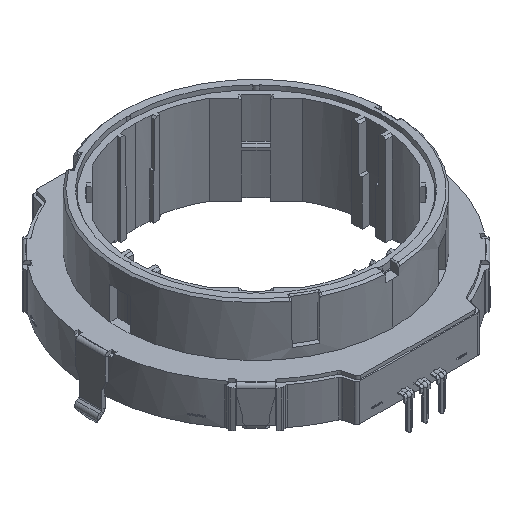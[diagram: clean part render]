
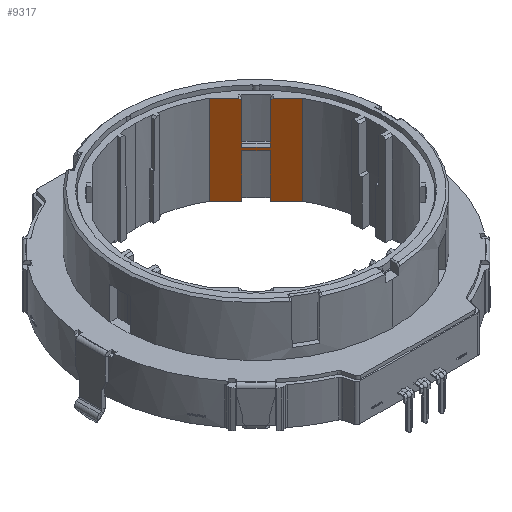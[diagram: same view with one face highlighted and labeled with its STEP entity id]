
A CAD part, isometric view. The second image highlights one B-rep face of the part: STEP entity #9317.
In plain terms, the highlighted planar face has unit normal (-0.707, -0.707, 0).
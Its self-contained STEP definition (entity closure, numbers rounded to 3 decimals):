
#21 = DIRECTION ( 'NONE',  ( 0., 0., 1. ) ) ;
#24 = DIRECTION ( 'NONE',  ( 0., 0., 1. ) ) ;
#25 = CARTESIAN_POINT ( 'NONE',  ( 11.49, 13.683, -3.822 ) ) ;
#26 = CARTESIAN_POINT ( 'NONE',  ( 9.022, 16.151, -3.822 ) ) ;
#38 = CARTESIAN_POINT ( 'NONE',  ( 13.683, 11.49, -3.822 ) ) ;
#45 = DIRECTION ( 'NONE',  ( 0., 0., 1. ) ) ;
#46 = CARTESIAN_POINT ( 'NONE',  ( 11.49, 13.683, 0.3 ) ) ;
#47 = DIRECTION ( 'NONE',  ( 0.707, -0.707, 0. ) ) ;
#48 = CARTESIAN_POINT ( 'NONE',  ( 11.49, 13.683, 0.3 ) ) ;
#49 = DIRECTION ( 'NONE',  ( 0.707, -0.707, 0. ) ) ;
#50 = CARTESIAN_POINT ( 'NONE',  ( 16.151, 9.022, -3.822 ) ) ;
#51 = DIRECTION ( 'NONE',  ( 0., 0., 1. ) ) ;
#52 = CARTESIAN_POINT ( 'NONE',  ( 13.683, 11.49, 14. ) ) ;
#53 = DIRECTION ( 'NONE',  ( 0.707, -0.707, 0. ) ) ;
#54 = CARTESIAN_POINT ( 'NONE',  ( 11.49, 13.683, 14. ) ) ;
#55 = DIRECTION ( 'NONE',  ( 0.707, -0.707, 0. ) ) ;
#885 = LINE ( 'NONE', #26, #893 ) ;
#893 = VECTOR ( 'NONE', #21, 1000. ) ;
#894 = LINE ( 'NONE', #25, #896 ) ;
#896 = VECTOR ( 'NONE', #24, 1000. ) ;
#901 = LINE ( 'NONE', #38, #907 ) ;
#906 = LINE ( 'NONE', #46, #909 ) ;
#907 = VECTOR ( 'NONE', #45, 1000. ) ;
#908 = LINE ( 'NONE', #48, #911 ) ;
#909 = VECTOR ( 'NONE', #47, 1000. ) ;
#910 = LINE ( 'NONE', #50, #913 ) ;
#911 = VECTOR ( 'NONE', #49, 1000. ) ;
#912 = LINE ( 'NONE', #52, #915 ) ;
#913 = VECTOR ( 'NONE', #51, 1000. ) ;
#914 = LINE ( 'NONE', #54, #917 ) ;
#915 = VECTOR ( 'NONE', #53, 1000. ) ;
#917 = VECTOR ( 'NONE', #55, 1000. ) ;
#8200 = CARTESIAN_POINT ( 'NONE',  ( 11.49, 13.683, -3.822 ) ) ;
#8201 = DIRECTION ( 'NONE',  ( 0., 0., 1. ) ) ;
#8206 = CARTESIAN_POINT ( 'NONE',  ( 11.49, 13.683, 7.5 ) ) ;
#8207 = DIRECTION ( 'NONE',  ( -0.707, 0.707, 0. ) ) ;
#8208 = CARTESIAN_POINT ( 'NONE',  ( 13.683, 11.49, -3.822 ) ) ;
#8209 = DIRECTION ( 'NONE',  ( 0., 0., 1. ) ) ;
#8214 = CARTESIAN_POINT ( 'NONE',  ( 11.49, 13.683, 7. ) ) ;
#8216 = DIRECTION ( 'NONE',  ( -0.707, 0.707, 0. ) ) ;
#8593 = LINE ( 'NONE', #8200, #8596 ) ;
#8596 = VECTOR ( 'NONE', #8201, 1000. ) ;
#8599 = LINE ( 'NONE', #8206, #8602 ) ;
#8601 = LINE ( 'NONE', #8208, #8604 ) ;
#8602 = VECTOR ( 'NONE', #8207, 1000. ) ;
#8604 = VECTOR ( 'NONE', #8209, 1000. ) ;
#8607 = LINE ( 'NONE', #8214, #8610 ) ;
#8610 = VECTOR ( 'NONE', #8216, 1000. ) ;
#8739 = CARTESIAN_POINT ( 'NONE',  ( 11.49, 13.683, 0.3 ) ) ;
#8760 = CARTESIAN_POINT ( 'NONE',  ( 13.683, 11.49, 7.5 ) ) ;
#8764 = CARTESIAN_POINT ( 'NONE',  ( 11.49, 13.683, 7.5 ) ) ;
#8770 = CARTESIAN_POINT ( 'NONE',  ( 13.683, 11.49, 7. ) ) ;
#8771 = CARTESIAN_POINT ( 'NONE',  ( 11.49, 13.683, 13.7 ) ) ;
#8774 = CARTESIAN_POINT ( 'NONE',  ( 13.683, 11.49, 13.7 ) ) ;
#8775 = CARTESIAN_POINT ( 'NONE',  ( 11.49, 13.683, 7. ) ) ;
#8799 = CARTESIAN_POINT ( 'NONE',  ( 13.895, 11.278, 14. ) ) ;
#8802 = CARTESIAN_POINT ( 'NONE',  ( 11.278, 13.895, 14. ) ) ;
#8822 = CARTESIAN_POINT ( 'NONE',  ( 16.151, 9.022, 0.3 ) ) ;
#8869 = CARTESIAN_POINT ( 'NONE',  ( 16.151, 9.022, 14. ) ) ;
#8928 = CARTESIAN_POINT ( 'NONE',  ( 9.022, 16.151, 14. ) ) ;
#8929 = CARTESIAN_POINT ( 'NONE',  ( 9.022, 16.151, 0.3 ) ) ;
#8930 = CARTESIAN_POINT ( 'NONE',  ( 13.683, 11.49, 0.3 ) ) ;
#9317 = ADVANCED_FACE ( 'NONE', ( #21728 ), #22734, .T. ) ;
#10153 = EDGE_CURVE ( 'NONE', #26238, #26197, #36185, .T. ) ;
#10157 = EDGE_CURVE ( 'NONE', #26194, #26242, #36187, .T. ) ;
#10237 = EDGE_CURVE ( 'NONE', #33886, #33884, #885, .T. ) ;
#10239 = EDGE_CURVE ( 'NONE', #26068, #26198, #894, .T. ) ;
#10245 = EDGE_CURVE ( 'NONE', #33888, #26193, #901, .T. ) ;
#10246 = EDGE_CURVE ( 'NONE', #33886, #26068, #906, .T. ) ;
#10247 = EDGE_CURVE ( 'NONE', #33888, #26272, #908, .T. ) ;
#10248 = EDGE_CURVE ( 'NONE', #26272, #33767, #910, .T. ) ;
#10249 = EDGE_CURVE ( 'NONE', #26238, #33767, #912, .T. ) ;
#10250 = EDGE_CURVE ( 'NONE', #33884, #26242, #914, .T. ) ;
#12049 = ORIENTED_EDGE ( 'NONE', *, *, #10237, .F. ) ;
#12050 = ORIENTED_EDGE ( 'NONE', *, *, #10246, .T. ) ;
#12051 = ORIENTED_EDGE ( 'NONE', *, *, #10239, .T. ) ;
#12052 = ORIENTED_EDGE ( 'NONE', *, *, #24836, .F. ) ;
#12053 = ORIENTED_EDGE ( 'NONE', *, *, #10245, .F. ) ;
#12054 = ORIENTED_EDGE ( 'NONE', *, *, #10247, .T. ) ;
#12055 = ORIENTED_EDGE ( 'NONE', *, *, #10248, .T. ) ;
#12056 = ORIENTED_EDGE ( 'NONE', *, *, #10249, .F. ) ;
#12057 = ORIENTED_EDGE ( 'NONE', *, *, #10153, .T. ) ;
#12058 = ORIENTED_EDGE ( 'NONE', *, *, #24830, .F. ) ;
#12059 = ORIENTED_EDGE ( 'NONE', *, *, #24829, .T. ) ;
#12060 = ORIENTED_EDGE ( 'NONE', *, *, #24823, .T. ) ;
#12061 = ORIENTED_EDGE ( 'NONE', *, *, #10157, .T. ) ;
#12062 = ORIENTED_EDGE ( 'NONE', *, *, #10250, .F. ) ;
#17333 = EDGE_LOOP ( 'NONE', ( #12049, #12050, #12051, #12052, #12053, #12054, #12055, #12056, #12057, #12058, #12059, #12060, #12061, #12062 ) ) ;
#20535 = AXIS2_PLACEMENT_3D ( 'NONE', #22742, #22743, #22744 ) ;
#21728 = FACE_OUTER_BOUND ( 'NONE', #17333, .T. ) ;
#22734 = PLANE ( 'NONE',  #20535 ) ;
#22742 = CARTESIAN_POINT ( 'NONE',  ( 11.49, 13.683, -3.822 ) ) ;
#22743 = DIRECTION ( 'NONE',  ( -0.707, -0.707, 0. ) ) ;
#22744 = DIRECTION ( 'NONE',  ( 0.707, -0.707, 0. ) ) ;
#24823 = EDGE_CURVE ( 'NONE', #26183, #26194, #8593, .T. ) ;
#24829 = EDGE_CURVE ( 'NONE', #26186, #26183, #8599, .T. ) ;
#24830 = EDGE_CURVE ( 'NONE', #26186, #26197, #8601, .T. ) ;
#24836 = EDGE_CURVE ( 'NONE', #26193, #26198, #8607, .T. ) ;
#26068 = VERTEX_POINT ( 'NONE', #8739 ) ;
#26183 = VERTEX_POINT ( 'NONE', #8764 ) ;
#26186 = VERTEX_POINT ( 'NONE', #8760 ) ;
#26193 = VERTEX_POINT ( 'NONE', #8770 ) ;
#26194 = VERTEX_POINT ( 'NONE', #8771 ) ;
#26197 = VERTEX_POINT ( 'NONE', #8774 ) ;
#26198 = VERTEX_POINT ( 'NONE', #8775 ) ;
#26238 = VERTEX_POINT ( 'NONE', #8799 ) ;
#26242 = VERTEX_POINT ( 'NONE', #8802 ) ;
#26272 = VERTEX_POINT ( 'NONE', #8822 ) ;
#33767 = VERTEX_POINT ( 'NONE', #8869 ) ;
#33884 = VERTEX_POINT ( 'NONE', #8928 ) ;
#33886 = VERTEX_POINT ( 'NONE', #8929 ) ;
#33888 = VERTEX_POINT ( 'NONE', #8930 ) ;
#36185 = LINE ( 'NONE', #37052, #36186 ) ;
#36186 = VECTOR ( 'NONE', #37054, 1000. ) ;
#36187 = LINE ( 'NONE', #37065, #36190 ) ;
#36190 = VECTOR ( 'NONE', #37066, 1000. ) ;
#37052 = CARTESIAN_POINT ( 'NONE',  ( 6.392, 18.781, 3.389 ) ) ;
#37054 = DIRECTION ( 'NONE',  ( -0.5, 0.5, -0.707 ) ) ;
#37065 = CARTESIAN_POINT ( 'NONE',  ( 17.685, 7.488, 4.939 ) ) ;
#37066 = DIRECTION ( 'NONE',  ( -0.5, 0.5, 0.707 ) ) ;
